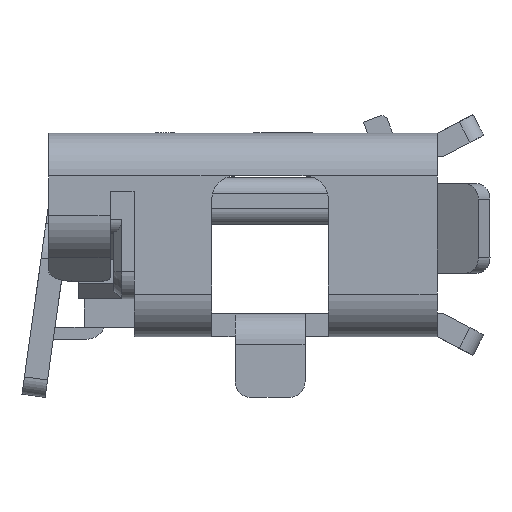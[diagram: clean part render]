
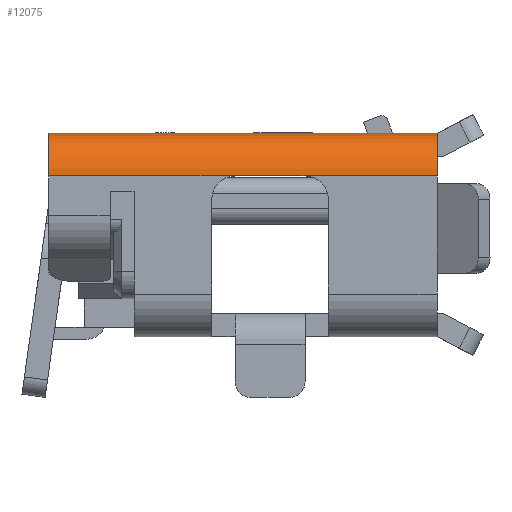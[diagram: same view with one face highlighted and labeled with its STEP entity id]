
A CAD part, left-side view. The second image highlights one B-rep face of the part: STEP entity #12075.
In plain terms, the highlighted cylindrical face has radius 0.55 mm (diameter 1.1 mm), a partial arc.
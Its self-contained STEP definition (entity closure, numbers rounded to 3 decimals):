
#829=FACE_OUTER_BOUND('',#1499,.T.);
#1499=EDGE_LOOP('',(#9074,#9075,#9076,#9077,#9078,#9079));
#2074=CIRCLE('',#12823,0.55);
#2169=CIRCLE('',#12994,0.55);
#2605=LINE('',#17766,#4031);
#2721=LINE('',#18024,#4147);
#2723=LINE('',#18028,#4149);
#2724=LINE('',#18029,#4150);
#4031=VECTOR('',#14411,5.);
#4147=VECTOR('',#14603,2.4);
#4149=VECTOR('',#14607,0.9);
#4150=VECTOR('',#14608,1.7);
#5249=VERTEX_POINT('',#17012);
#5300=VERTEX_POINT('',#17157);
#5533=VERTEX_POINT('',#17764);
#5620=VERTEX_POINT('',#17968);
#5637=VERTEX_POINT('',#18022);
#5638=VERTEX_POINT('',#18027);
#6519=EDGE_CURVE('',#5249,#5300,#2074,.T.);
#6830=EDGE_CURVE('',#5249,#5533,#2605,.T.);
#6935=EDGE_CURVE('',#5620,#5533,#2169,.T.);
#6964=EDGE_CURVE('',#5620,#5637,#2721,.T.);
#6966=EDGE_CURVE('',#5637,#5638,#2723,.T.);
#6967=EDGE_CURVE('',#5638,#5300,#2724,.T.);
#9074=ORIENTED_EDGE('',*,*,#6830,.T.);
#9075=ORIENTED_EDGE('',*,*,#6935,.F.);
#9076=ORIENTED_EDGE('',*,*,#6964,.T.);
#9077=ORIENTED_EDGE('',*,*,#6966,.T.);
#9078=ORIENTED_EDGE('',*,*,#6967,.T.);
#9079=ORIENTED_EDGE('',*,*,#6519,.F.);
#11872=CYLINDRICAL_SURFACE('',#13013,0.55);
#12075=ADVANCED_FACE('',(#829),#11872,.T.);
#12823=AXIS2_PLACEMENT_3D('',#17158,#13884,#13885);
#12994=AXIS2_PLACEMENT_3D('',#17970,#14547,#14548);
#13013=AXIS2_PLACEMENT_3D('',#18026,#14605,#14606);
#13884=DIRECTION('center_axis',(0.,0.,-1.));
#13885=DIRECTION('ref_axis',(0.,-1.,0.));
#14411=DIRECTION('',(0.,0.,1.));
#14547=DIRECTION('center_axis',(0.,0.,1.));
#14548=DIRECTION('ref_axis',(-1.,0.,0.));
#14603=DIRECTION('',(0.,0.,-1.));
#14605=DIRECTION('center_axis',(0.,0.,-1.));
#14606=DIRECTION('ref_axis',(0.,-1.,0.));
#14607=DIRECTION('',(0.,0.,-1.));
#14608=DIRECTION('',(0.,0.,-1.));
#17012=CARTESIAN_POINT('',(-3.2,-0.3,-13.5));
#17157=CARTESIAN_POINT('',(-3.75,0.25,-13.5));
#17158=CARTESIAN_POINT('Origin',(-3.2,0.25,-13.5));
#17764=CARTESIAN_POINT('',(-3.2,-0.3,-8.5));
#17766=CARTESIAN_POINT('',(-3.2,-0.3,-13.5));
#17968=CARTESIAN_POINT('',(-3.75,0.25,-8.5));
#17970=CARTESIAN_POINT('Origin',(-3.2,0.25,-8.5));
#18022=CARTESIAN_POINT('',(-3.75,0.25,-10.9));
#18024=CARTESIAN_POINT('',(-3.75,0.25,-8.5));
#18026=CARTESIAN_POINT('Origin',(-3.2,0.25,-10.));
#18027=CARTESIAN_POINT('',(-3.75,0.25,-11.8));
#18028=CARTESIAN_POINT('',(-3.75,0.25,-10.9));
#18029=CARTESIAN_POINT('',(-3.75,0.25,-11.8));
